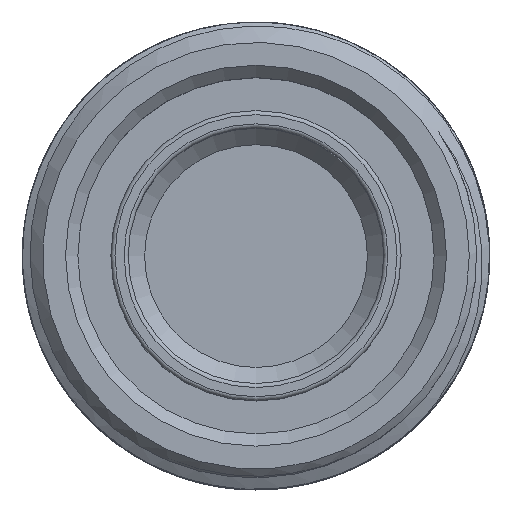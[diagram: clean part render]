
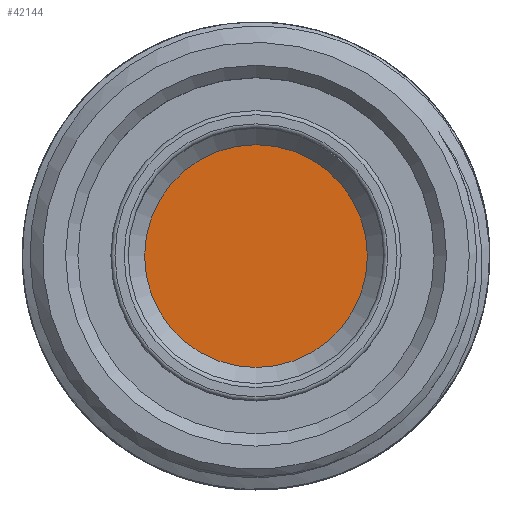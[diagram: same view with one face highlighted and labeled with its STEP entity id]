
A CAD part, top view. The second image highlights one B-rep face of the part: STEP entity #42144.
In plain terms, the highlighted planar face has unit normal (0, 0, 1).
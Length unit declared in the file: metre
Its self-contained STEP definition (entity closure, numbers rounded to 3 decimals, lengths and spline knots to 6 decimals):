
#13782 = VERTEX_POINT ( 'NONE', #35055 ) ;
#16873 = AXIS2_PLACEMENT_3D ( 'NONE', #30464, #83279, #30026 ) ;
#30026 = DIRECTION ( 'NONE',  ( 1., 0., 0. ) ) ;
#30464 = CARTESIAN_POINT ( 'NONE',  ( 0., 0., -0.5 ) ) ;
#33641 = CIRCLE ( 'NONE', #16873, 0.272008 ) ;
#35055 = CARTESIAN_POINT ( 'NONE',  ( 0.272008, 0., -0.5 ) ) ;
#37449 = AXIS2_PLACEMENT_3D ( 'NONE', #41650, #68040, #61539 ) ;
#41650 = CARTESIAN_POINT ( 'NONE',  ( 0., 0., -0.5 ) ) ;
#42144 = ADVANCED_FACE ( 'NONE', ( #48161 ), #74553, .T. ) ;
#45018 = ORIENTED_EDGE ( 'NONE', *, *, #56060, .T. ) ;
#45445 = EDGE_LOOP ( 'NONE', ( #45018 ) ) ;
#48161 = FACE_OUTER_BOUND ( 'NONE', #45445, .T. ) ;
#56060 = EDGE_CURVE ( 'NONE', #13782, #13782, #33641, .T. ) ;
#61539 = DIRECTION ( 'NONE',  ( 1., 0., 0. ) ) ;
#68040 = DIRECTION ( 'NONE',  ( 0., 0., 1. ) ) ;
#74553 = PLANE ( 'NONE',  #37449 ) ;
#83279 = DIRECTION ( 'NONE',  ( 0., 0., 1. ) ) ;
